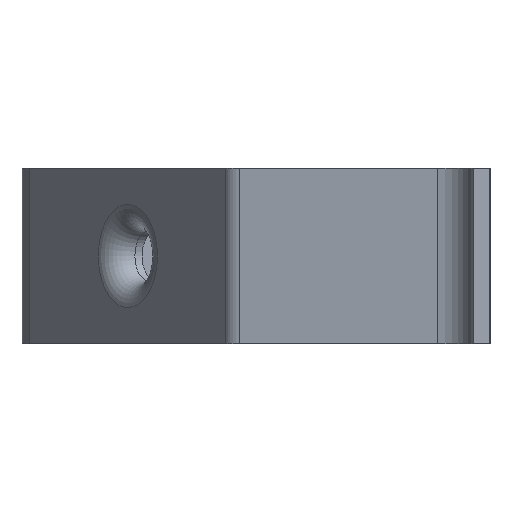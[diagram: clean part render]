
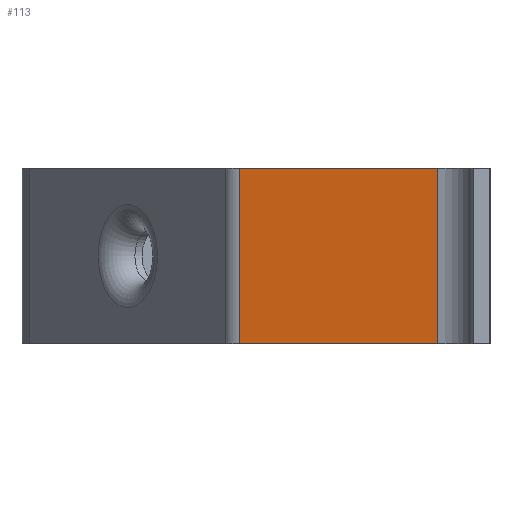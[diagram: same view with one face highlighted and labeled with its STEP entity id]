
A CAD part, left-side view. The second image highlights one B-rep face of the part: STEP entity #113.
In plain terms, the highlighted planar face has unit normal (-0.983, 0.183, 0).
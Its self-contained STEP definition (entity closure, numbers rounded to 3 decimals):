
#113=ADVANCED_FACE('',(#156),#142,.T.);
#142=PLANE('',#600);
#156=FACE_OUTER_BOUND('',#176,.T.);
#176=EDGE_LOOP('',(#271,#272,#273,#274));
#271=ORIENTED_EDGE('',*,*,#423,.T.);
#272=ORIENTED_EDGE('',*,*,#460,.T.);
#273=ORIENTED_EDGE('',*,*,#443,.F.);
#274=ORIENTED_EDGE('',*,*,#461,.T.);
#370=VERTEX_POINT('',#819);
#371=VERTEX_POINT('',#821);
#388=VERTEX_POINT('',#859);
#389=VERTEX_POINT('',#861);
#423=EDGE_CURVE('',#371,#370,#492,.T.);
#443=EDGE_CURVE('',#388,#389,#505,.T.);
#460=EDGE_CURVE('',#370,#389,#516,.T.);
#461=EDGE_CURVE('',#388,#371,#517,.T.);
#492=LINE('',#820,#538);
#505=LINE('',#860,#551);
#516=LINE('',#891,#562);
#517=LINE('',#892,#563);
#538=VECTOR('',#654,1.);
#551=VECTOR('',#685,1.);
#562=VECTOR('',#716,1.);
#563=VECTOR('',#717,1.);
#600=AXIS2_PLACEMENT_3D('',#893,#718,#719);
#654=DIRECTION('',(-0.183,-0.983,0.));
#685=DIRECTION('',(-0.183,-0.983,0.));
#716=DIRECTION('',(0.,0.,1.));
#717=DIRECTION('',(0.,0.,-1.));
#718=DIRECTION('',(-0.983,0.183,0.));
#719=DIRECTION('',(-0.183,-0.983,0.));
#819=CARTESIAN_POINT('',(20.284,-3.822,0.));
#820=CARTESIAN_POINT('',(24.1,16.697,0.));
#821=CARTESIAN_POINT('',(24.063,16.496,0.));
#859=CARTESIAN_POINT('',(24.063,16.496,18.));
#860=CARTESIAN_POINT('',(24.1,16.697,18.));
#861=CARTESIAN_POINT('',(20.284,-3.822,18.));
#891=CARTESIAN_POINT('',(20.284,-3.822,18.));
#892=CARTESIAN_POINT('',(24.063,16.496,0.));
#893=CARTESIAN_POINT('',(24.1,16.697,0.));
